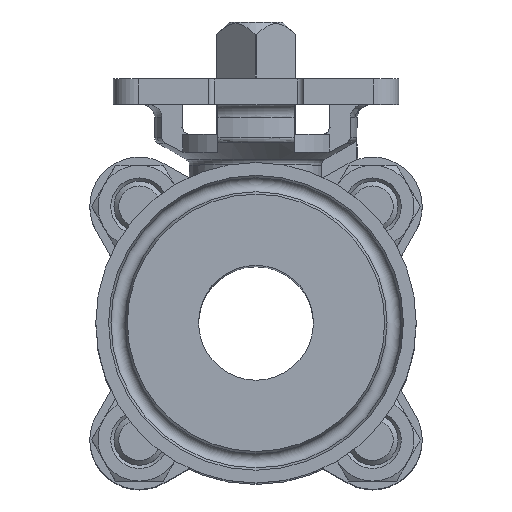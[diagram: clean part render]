
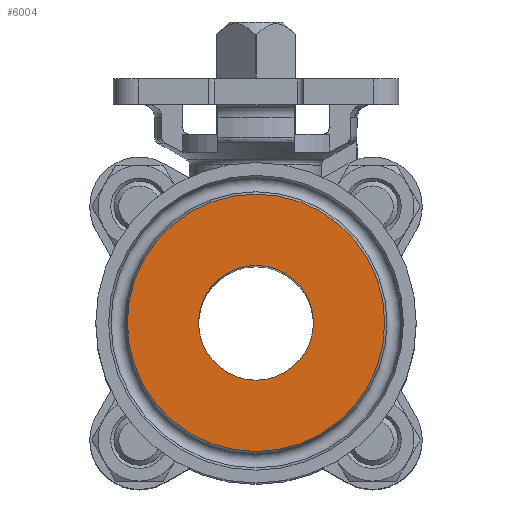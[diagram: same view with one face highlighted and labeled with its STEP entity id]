
A CAD part, top view. The second image highlights one B-rep face of the part: STEP entity #6004.
In plain terms, the highlighted planar face has unit normal (0, 0, 1).
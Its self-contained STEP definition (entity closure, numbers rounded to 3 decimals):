
#1096=ORIENTED_EDGE('',*,*,#2924,.T.);
#1097=ORIENTED_EDGE('',*,*,#2925,.T.);
#2924=EDGE_CURVE('',#3838,#3838,#4438,.F.);
#2925=EDGE_CURVE('',#3839,#3839,#4439,.T.);
#3838=VERTEX_POINT('',#9011);
#3839=VERTEX_POINT('',#9013);
#4438=CIRCLE('',#6428,20.277);
#4439=CIRCLE('',#6429,9.05);
#4801=EDGE_LOOP('',(#1096));
#4802=EDGE_LOOP('',(#1097));
#5327=FACE_BOUND('',#4801,.T.);
#5328=FACE_BOUND('',#4802,.T.);
#5851=PLANE('',#6427);
#6004=ADVANCED_FACE('',(#5327,#5328),#5851,.F.);
#6427=AXIS2_PLACEMENT_3D('',#9009,#7204,#7205);
#6428=AXIS2_PLACEMENT_3D('',#9010,#7206,#7207);
#6429=AXIS2_PLACEMENT_3D('',#9012,#7208,#7209);
#7204=DIRECTION('',(0.,0.,-1.));
#7205=DIRECTION('',(-1.,0.,0.));
#7206=DIRECTION('',(0.,0.,-1.));
#7207=DIRECTION('',(-1.,0.,0.));
#7208=DIRECTION('',(0.,0.,-1.));
#7209=DIRECTION('',(-1.,0.,0.));
#9009=CARTESIAN_POINT('',(0.,0.,65.));
#9010=CARTESIAN_POINT('',(0.,0.,65.));
#9011=CARTESIAN_POINT('',(-20.277,0.,65.));
#9012=CARTESIAN_POINT('',(0.,0.,65.));
#9013=CARTESIAN_POINT('',(-9.05,0.,65.));
